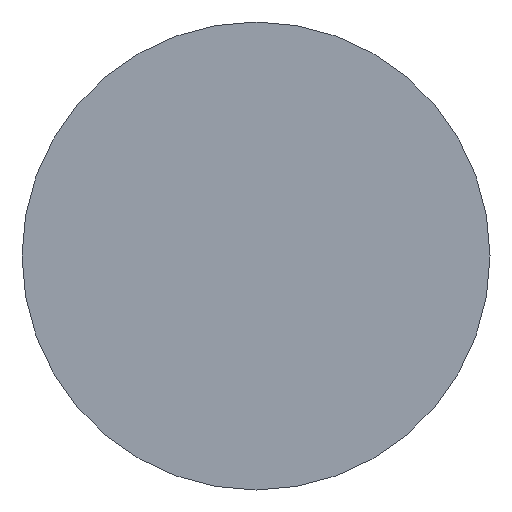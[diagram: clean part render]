
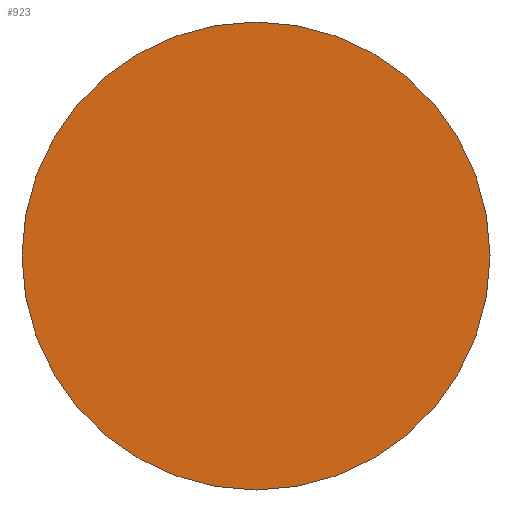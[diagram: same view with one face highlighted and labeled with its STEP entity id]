
A CAD part, left-side view. The second image highlights one B-rep face of the part: STEP entity #923.
In plain terms, the highlighted planar face has unit normal (-1, 0, 0).
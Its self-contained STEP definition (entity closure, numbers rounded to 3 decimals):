
#923 = ADVANCED_FACE('',(#924),#937,.F.);
#924 = FACE_BOUND('',#925,.T.);
#925 = EDGE_LOOP('',(#926));
#926 = ORIENTED_EDGE('',*,*,#927,.F.);
#927 = EDGE_CURVE('',#928,#928,#930,.T.);
#928 = VERTEX_POINT('',#929);
#929 = CARTESIAN_POINT('',(0.,18.,0.));
#930 = SURFACE_CURVE('',#931,(#936,#948),.PCURVE_S1.);
#931 = CIRCLE('',#932,18.);
#932 = AXIS2_PLACEMENT_3D('',#933,#934,#935);
#933 = CARTESIAN_POINT('',(0.,0.,0.));
#934 = DIRECTION('',(1.,0.,0.));
#935 = DIRECTION('',(0.,1.,0.));
#936 = PCURVE('',#937,#942);
#937 = PLANE('',#938);
#938 = AXIS2_PLACEMENT_3D('',#939,#940,#941);
#939 = CARTESIAN_POINT('',(0.,0.,0.));
#940 = DIRECTION('',(1.,0.,0.));
#941 = DIRECTION('',(0.,1.,0.));
#942 = DEFINITIONAL_REPRESENTATION('',(#943),#947);
#943 = CIRCLE('',#944,18.);
#944 = AXIS2_PLACEMENT_2D('',#945,#946);
#945 = CARTESIAN_POINT('',(0.,0.));
#946 = DIRECTION('',(1.,-0.));
#947 = ( GEOMETRIC_REPRESENTATION_CONTEXT(2) 
PARAMETRIC_REPRESENTATION_CONTEXT() REPRESENTATION_CONTEXT('2D SPACE',''
  ) );
#948 = PCURVE('',#949,#954);
#949 = CYLINDRICAL_SURFACE('',#950,18.);
#950 = AXIS2_PLACEMENT_3D('',#951,#952,#953);
#951 = CARTESIAN_POINT('',(0.,0.,0.));
#952 = DIRECTION('',(1.,0.,0.));
#953 = DIRECTION('',(0.,1.,0.));
#954 = DEFINITIONAL_REPRESENTATION('',(#955),#959);
#955 = LINE('',#956,#957);
#956 = CARTESIAN_POINT('',(0.,0.));
#957 = VECTOR('',#958,1.);
#958 = DIRECTION('',(1.,0.));
#959 = ( GEOMETRIC_REPRESENTATION_CONTEXT(2) 
PARAMETRIC_REPRESENTATION_CONTEXT() REPRESENTATION_CONTEXT('2D SPACE',''
  ) );
